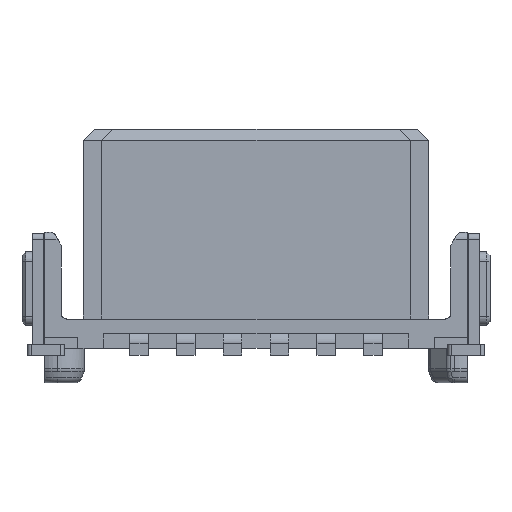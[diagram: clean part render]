
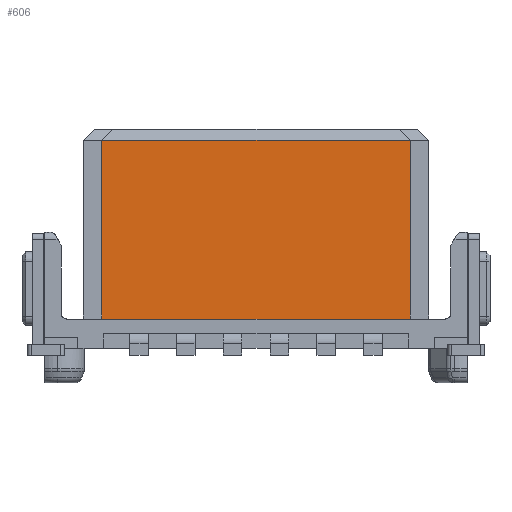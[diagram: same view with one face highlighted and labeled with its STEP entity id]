
A CAD part, front view. The second image highlights one B-rep face of the part: STEP entity #606.
In plain terms, the highlighted planar face has unit normal (0, -1, 0).
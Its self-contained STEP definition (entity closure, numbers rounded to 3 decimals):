
#579=AXIS2_PLACEMENT_3D('Plane Axis2P3D',#576,#577,#578) ;
#49=CARTESIAN_POINT('Vertex',(2.165,2.175,6.58)) ;
#52=CARTESIAN_POINT('Line Origine',(6.35,2.175,6.58)) ;
#56=CARTESIAN_POINT('Vertex',(10.535,2.175,6.58)) ;
#576=CARTESIAN_POINT('Axis2P3D Location',(10.635,2.175,1.63)) ;
#581=CARTESIAN_POINT('Line Origine',(6.35,2.175,1.73)) ;
#585=CARTESIAN_POINT('Vertex',(2.165,2.175,1.73)) ;
#587=CARTESIAN_POINT('Vertex',(10.535,2.175,1.73)) ;
#590=CARTESIAN_POINT('Line Origine',(10.535,2.175,4.155)) ;
#595=CARTESIAN_POINT('Line Origine',(2.165,2.175,4.155)) ;
#53=DIRECTION('Vector Direction',(-1.,0.,0.)) ;
#577=DIRECTION('Axis2P3D Direction',(0.,-1.,0.)) ;
#578=DIRECTION('Axis2P3D XDirection',(0.,0.,1.)) ;
#582=DIRECTION('Vector Direction',(1.,0.,0.)) ;
#591=DIRECTION('Vector Direction',(0.,0.,1.)) ;
#596=DIRECTION('Vector Direction',(0.,0.,-1.)) ;
#54=VECTOR('Line Direction',#53,1.) ;
#583=VECTOR('Line Direction',#582,1.) ;
#592=VECTOR('Line Direction',#591,1.) ;
#597=VECTOR('Line Direction',#596,1.) ;
#601=ORIENTED_EDGE('',*,*,#589,.T.) ;
#602=ORIENTED_EDGE('',*,*,#594,.T.) ;
#603=ORIENTED_EDGE('',*,*,#58,.T.) ;
#604=ORIENTED_EDGE('',*,*,#599,.T.) ;
#606=ADVANCED_FACE('Gehaeuse straight male 1,75.1.1',(#605),#580,.T.) ;
#58=EDGE_CURVE('',#57,#50,#55,.T.) ;
#589=EDGE_CURVE('',#586,#588,#584,.T.) ;
#594=EDGE_CURVE('',#588,#57,#593,.T.) ;
#599=EDGE_CURVE('',#50,#586,#598,.T.) ;
#600=EDGE_LOOP('',(#601,#602,#603,#604)) ;
#605=FACE_OUTER_BOUND('',#600,.T.) ;
#55=LINE('Line',#52,#54) ;
#584=LINE('Line',#581,#583) ;
#593=LINE('Line',#590,#592) ;
#598=LINE('Line',#595,#597) ;
#580=PLANE('',#579) ;
#50=VERTEX_POINT('',#49) ;
#57=VERTEX_POINT('',#56) ;
#586=VERTEX_POINT('',#585) ;
#588=VERTEX_POINT('',#587) ;
